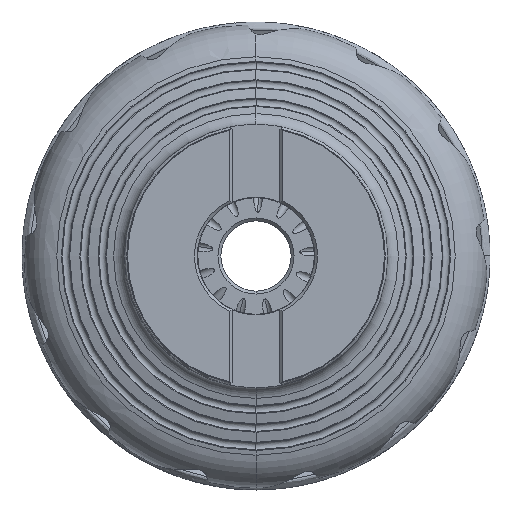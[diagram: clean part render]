
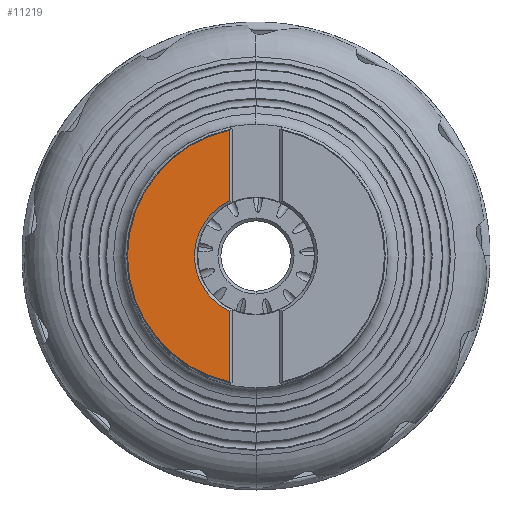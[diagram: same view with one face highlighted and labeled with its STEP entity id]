
A CAD part, left-side view. The second image highlights one B-rep face of the part: STEP entity #11219.
In plain terms, the highlighted planar face has unit normal (-1, 0, 0).
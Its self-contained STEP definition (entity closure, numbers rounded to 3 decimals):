
#1316 = LINE ( 'NONE', #30656, #10104 ) ;
#1322 = CARTESIAN_POINT ( 'NONE',  ( -49.2, 0., 0. ) ) ;
#1381 = AXIS2_PLACEMENT_3D ( 'NONE', #19006, #37433, #6548 ) ;
#2630 = EDGE_CURVE ( 'NONE', #20711, #27519, #35062, .T. ) ;
#2901 = CARTESIAN_POINT ( 'NONE',  ( -49.2, 9.15, 18.93 ) ) ;
#3009 = DIRECTION ( 'NONE',  ( 0., 0., -1. ) ) ;
#4235 = AXIS2_PLACEMENT_3D ( 'NONE', #26446, #38908, #20359 ) ;
#4375 = DIRECTION ( 'NONE',  ( 0., 0., -1. ) ) ;
#5577 = CIRCLE ( 'NONE', #4235, 21.025 ) ;
#6142 = PLANE ( 'NONE',  #1381 ) ;
#6423 = LINE ( 'NONE', #20094, #30811 ) ;
#6548 = DIRECTION ( 'NONE',  ( 0., 0., -1. ) ) ;
#7430 = DIRECTION ( 'NONE',  ( -1., 0., 0. ) ) ;
#8997 = EDGE_CURVE ( 'NONE', #33052, #15242, #5577, .T. ) ;
#10104 = VECTOR ( 'NONE', #3009, 1000. ) ;
#11219 = ADVANCED_FACE ( 'NONE', ( #35462 ), #6142, .F. ) ;
#15242 = VERTEX_POINT ( 'NONE', #33865 ) ;
#16226 = EDGE_CURVE ( 'NONE', #20711, #33052, #6423, .T. ) ;
#19006 = CARTESIAN_POINT ( 'NONE',  ( -49.2, 0., 0. ) ) ;
#20094 = CARTESIAN_POINT ( 'NONE',  ( -49.2, 9.15, -50. ) ) ;
#20163 = DIRECTION ( 'NONE',  ( 0., 0., -1. ) ) ;
#20359 = DIRECTION ( 'NONE',  ( 0., 0., -1. ) ) ;
#20711 = VERTEX_POINT ( 'NONE', #37887 ) ;
#23385 = ORIENTED_EDGE ( 'NONE', *, *, #8997, .F. ) ;
#24189 = AXIS2_PLACEMENT_3D ( 'NONE', #1322, #7430, #20163 ) ;
#24256 = EDGE_LOOP ( 'NONE', ( #29445, #39493, #23385, #33994 ) ) ;
#26446 = CARTESIAN_POINT ( 'NONE',  ( -49.2, 0., 0. ) ) ;
#27519 = VERTEX_POINT ( 'NONE', #32668 ) ;
#29445 = ORIENTED_EDGE ( 'NONE', *, *, #2630, .T. ) ;
#30656 = CARTESIAN_POINT ( 'NONE',  ( -49.2, 9.15, -50. ) ) ;
#30811 = VECTOR ( 'NONE', #4375, 1000. ) ;
#32668 = CARTESIAN_POINT ( 'NONE',  ( -49.2, 9.15, -42.956 ) ) ;
#33052 = VERTEX_POINT ( 'NONE', #2901 ) ;
#33371 = EDGE_CURVE ( 'NONE', #15242, #27519, #1316, .T. ) ;
#33865 = CARTESIAN_POINT ( 'NONE',  ( -49.2, 9.15, -18.93 ) ) ;
#33994 = ORIENTED_EDGE ( 'NONE', *, *, #16226, .F. ) ;
#35062 = CIRCLE ( 'NONE', #24189, 43.92 ) ;
#35462 = FACE_OUTER_BOUND ( 'NONE', #24256, .T. ) ;
#37433 = DIRECTION ( 'NONE',  ( 1., 0., 0. ) ) ;
#37887 = CARTESIAN_POINT ( 'NONE',  ( -49.2, 9.15, 42.956 ) ) ;
#38908 = DIRECTION ( 'NONE',  ( -1., 0., 0. ) ) ;
#39493 = ORIENTED_EDGE ( 'NONE', *, *, #33371, .F. ) ;
